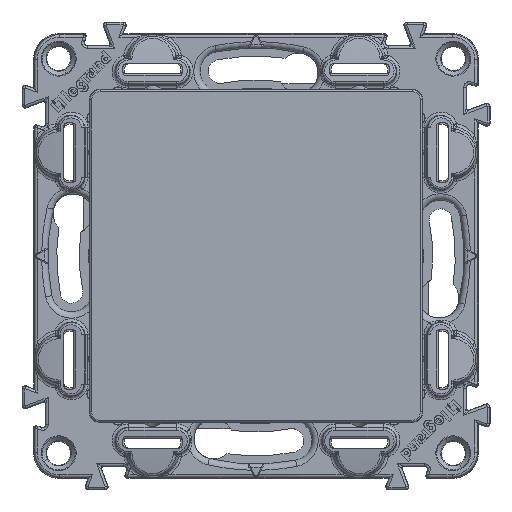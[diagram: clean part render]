
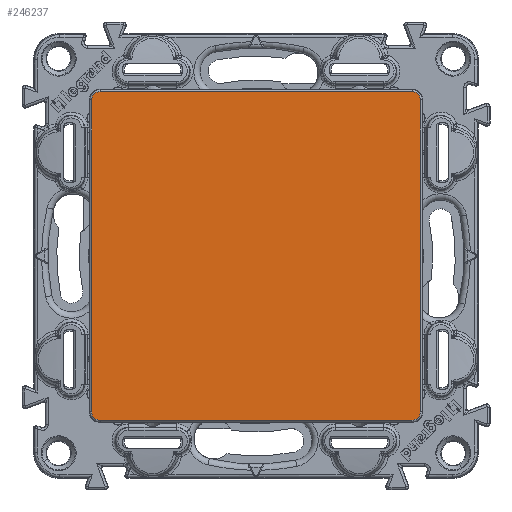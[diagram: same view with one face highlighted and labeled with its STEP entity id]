
A CAD part, top view. The second image highlights one B-rep face of the part: STEP entity #246237.
In plain terms, the highlighted planar face has unit normal (0, 0, 1).
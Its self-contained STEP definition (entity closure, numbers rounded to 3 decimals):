
#246169=AXIS2_PLACEMENT_3D('Plane Axis2P3D',#246166,#246167,#246168) ;
#246182=AXIS2_PLACEMENT_3D('Circle Axis2P3D',#246180,#246181,$) ;
#246196=AXIS2_PLACEMENT_3D('Circle Axis2P3D',#246194,#246195,$) ;
#246210=AXIS2_PLACEMENT_3D('Circle Axis2P3D',#246208,#246209,$) ;
#246224=AXIS2_PLACEMENT_3D('Circle Axis2P3D',#246222,#246223,$) ;
#246166=CARTESIAN_POINT('Axis2P3D Location',(0.,0.,9.8)) ;
#246171=CARTESIAN_POINT('Line Origine',(0.,26.236,9.8)) ;
#246175=CARTESIAN_POINT('Vertex',(24.9,26.236,9.8)) ;
#246177=CARTESIAN_POINT('Vertex',(-24.9,26.236,9.8)) ;
#246180=CARTESIAN_POINT('Axis2P3D Location',(-24.9,24.9,9.8)) ;
#246184=CARTESIAN_POINT('Vertex',(-26.236,24.9,9.8)) ;
#246187=CARTESIAN_POINT('Line Origine',(-26.236,0.,9.8)) ;
#246191=CARTESIAN_POINT('Vertex',(-26.236,-24.9,9.8)) ;
#246194=CARTESIAN_POINT('Axis2P3D Location',(-24.9,-24.9,9.8)) ;
#246198=CARTESIAN_POINT('Vertex',(-24.9,-26.236,9.8)) ;
#246201=CARTESIAN_POINT('Line Origine',(0.,-26.236,9.8)) ;
#246205=CARTESIAN_POINT('Vertex',(24.9,-26.236,9.8)) ;
#246208=CARTESIAN_POINT('Axis2P3D Location',(24.9,-24.9,9.8)) ;
#246212=CARTESIAN_POINT('Vertex',(26.236,-24.9,9.8)) ;
#246215=CARTESIAN_POINT('Line Origine',(26.236,0.,9.8)) ;
#246219=CARTESIAN_POINT('Vertex',(26.236,24.9,9.8)) ;
#246222=CARTESIAN_POINT('Axis2P3D Location',(24.9,24.9,9.8)) ;
#246167=DIRECTION('Axis2P3D Direction',(0.,0.,1.)) ;
#246168=DIRECTION('Axis2P3D XDirection',(0.,1.,0.)) ;
#246172=DIRECTION('Vector Direction',(-1.,0.,0.)) ;
#246181=DIRECTION('Axis2P3D Direction',(0.,0.,1.)) ;
#246188=DIRECTION('Vector Direction',(0.,-1.,0.)) ;
#246195=DIRECTION('Axis2P3D Direction',(0.,0.,1.)) ;
#246202=DIRECTION('Vector Direction',(1.,0.,0.)) ;
#246209=DIRECTION('Axis2P3D Direction',(0.,0.,1.)) ;
#246216=DIRECTION('Vector Direction',(0.,1.,0.)) ;
#246223=DIRECTION('Axis2P3D Direction',(0.,0.,1.)) ;
#246173=VECTOR('Line Direction',#246172,1.) ;
#246189=VECTOR('Line Direction',#246188,1.) ;
#246203=VECTOR('Line Direction',#246202,1.) ;
#246217=VECTOR('Line Direction',#246216,1.) ;
#246228=ORIENTED_EDGE('',*,*,#246179,.T.) ;
#246229=ORIENTED_EDGE('',*,*,#246186,.T.) ;
#246230=ORIENTED_EDGE('',*,*,#246193,.T.) ;
#246231=ORIENTED_EDGE('',*,*,#246200,.T.) ;
#246232=ORIENTED_EDGE('',*,*,#246207,.T.) ;
#246233=ORIENTED_EDGE('',*,*,#246214,.T.) ;
#246234=ORIENTED_EDGE('',*,*,#246221,.T.) ;
#246235=ORIENTED_EDGE('',*,*,#246226,.T.) ;
#246237=ADVANCED_FACE('PartBody',(#246236),#246170,.T.) ;
#246183=CIRCLE('generated circle',#246182,1.336) ;
#246197=CIRCLE('generated circle',#246196,1.336) ;
#246211=CIRCLE('generated circle',#246210,1.336) ;
#246225=CIRCLE('generated circle',#246224,1.336) ;
#246179=EDGE_CURVE('',#246176,#246178,#246174,.T.) ;
#246186=EDGE_CURVE('',#246178,#246185,#246183,.T.) ;
#246193=EDGE_CURVE('',#246185,#246192,#246190,.T.) ;
#246200=EDGE_CURVE('',#246192,#246199,#246197,.T.) ;
#246207=EDGE_CURVE('',#246199,#246206,#246204,.T.) ;
#246214=EDGE_CURVE('',#246206,#246213,#246211,.T.) ;
#246221=EDGE_CURVE('',#246213,#246220,#246218,.T.) ;
#246226=EDGE_CURVE('',#246220,#246176,#246225,.T.) ;
#246227=EDGE_LOOP('',(#246228,#246229,#246230,#246231,#246232,#246233,#246234,#246235)) ;
#246236=FACE_OUTER_BOUND('',#246227,.T.) ;
#246174=LINE('Line',#246171,#246173) ;
#246190=LINE('Line',#246187,#246189) ;
#246204=LINE('Line',#246201,#246203) ;
#246218=LINE('Line',#246215,#246217) ;
#246170=PLANE('',#246169) ;
#246176=VERTEX_POINT('',#246175) ;
#246178=VERTEX_POINT('',#246177) ;
#246185=VERTEX_POINT('',#246184) ;
#246192=VERTEX_POINT('',#246191) ;
#246199=VERTEX_POINT('',#246198) ;
#246206=VERTEX_POINT('',#246205) ;
#246213=VERTEX_POINT('',#246212) ;
#246220=VERTEX_POINT('',#246219) ;
